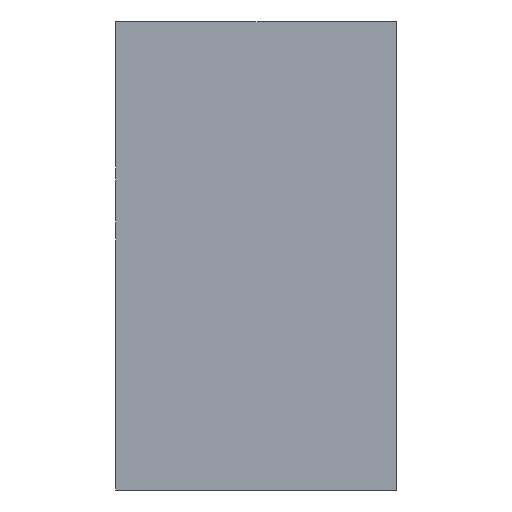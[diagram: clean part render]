
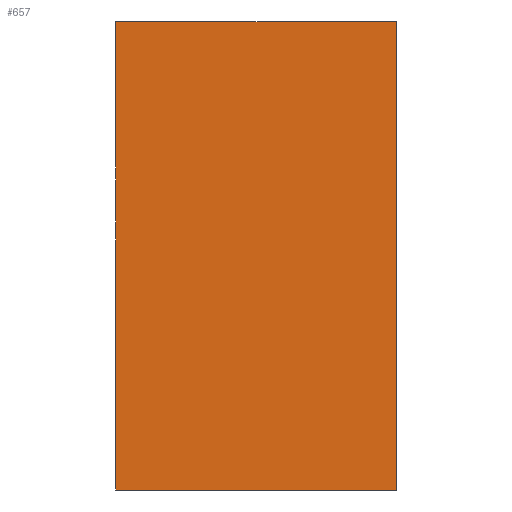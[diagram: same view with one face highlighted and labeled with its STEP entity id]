
A CAD part, front view. The second image highlights one B-rep face of the part: STEP entity #657.
In plain terms, the highlighted planar face has unit normal (0, -1, 0).
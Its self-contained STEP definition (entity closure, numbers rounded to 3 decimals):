
#45=PLANE('',#729);
#79=FACE_OUTER_BOUND('',#115,.T.);
#115=EDGE_LOOP('',(#601,#602,#603,#604));
#154=LINE('',#942,#216);
#194=LINE('',#1187,#256);
#205=LINE('',#1220,#267);
#206=LINE('',#1222,#268);
#216=VECTOR('',#758,10.);
#256=VECTOR('',#864,10.);
#267=VECTOR('',#905,10.);
#268=VECTOR('',#908,10.);
#280=VERTEX_POINT('',#939);
#281=VERTEX_POINT('',#941);
#323=VERTEX_POINT('',#1186);
#330=VERTEX_POINT('',#1218);
#344=EDGE_CURVE('',#281,#280,#154,.T.);
#407=EDGE_CURVE('',#323,#281,#194,.T.);
#423=EDGE_CURVE('',#330,#280,#205,.T.);
#424=EDGE_CURVE('',#323,#330,#206,.T.);
#601=ORIENTED_EDGE('',*,*,#424,.F.);
#602=ORIENTED_EDGE('',*,*,#407,.T.);
#603=ORIENTED_EDGE('',*,*,#344,.T.);
#604=ORIENTED_EDGE('',*,*,#423,.F.);
#657=ADVANCED_FACE('',(#79),#45,.F.);
#729=AXIS2_PLACEMENT_3D('',#1221,#906,#907);
#758=DIRECTION('',(0.,0.,1.));
#864=DIRECTION('',(1.,0.,0.));
#905=DIRECTION('',(1.,0.,0.));
#906=DIRECTION('center_axis',(0.,1.,0.));
#907=DIRECTION('ref_axis',(0.,0.,1.));
#908=DIRECTION('',(0.,0.,1.));
#939=CARTESIAN_POINT('',(40.,0.,-42.));
#941=CARTESIAN_POINT('',(40.,0.,-57.));
#942=CARTESIAN_POINT('',(40.,0.,-57.));
#1186=CARTESIAN_POINT('',(31.,0.,-57.));
#1187=CARTESIAN_POINT('',(31.,0.,-57.));
#1218=CARTESIAN_POINT('',(31.,0.,-42.));
#1220=CARTESIAN_POINT('',(31.,0.,-42.));
#1221=CARTESIAN_POINT('Origin',(31.,0.,-57.));
#1222=CARTESIAN_POINT('',(31.,0.,-57.));
